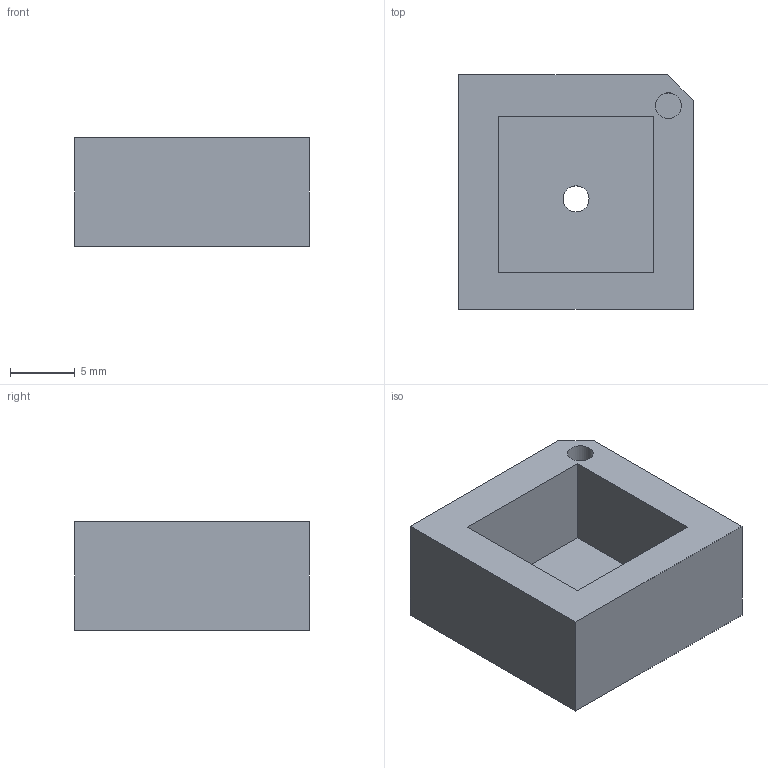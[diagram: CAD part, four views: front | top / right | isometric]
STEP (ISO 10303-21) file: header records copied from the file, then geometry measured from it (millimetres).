
FILE_DESCRIPTION(('STEP AP203'), '1');
FILE_NAME('Detal_', '', ('UNSPECIFIED'), ('UNSPECIFIED'), 'ASCON STEP Converter 1.6', 'ASCON Math Kernel', '');
FILE_SCHEMA(('CONFIG_CONTROL_DESIGN'));
Length unit declared in the file: millimetre
Bounding box: 18.1 x 18.1 x 8.4 mm (x, y, z)
Volume: 1700.7 mm3; surface area: 1632 mm2
Topology: 1 solids, 1 shells, 15 faces, 33 edges, 22 vertices
Faces by surface type: plane 13, cylinder 2
Full cylindrical faces by diameter (mm): 2 x2
Entity records: 569 total; most frequent: CARTESIAN_POINT 69, DIRECTION 67, ORIENTED_EDGE 62, EDGE_CURVE 31, LINE 27, VECTOR 27, VERTEX_POINT 22, EDGE_LOOP 21
